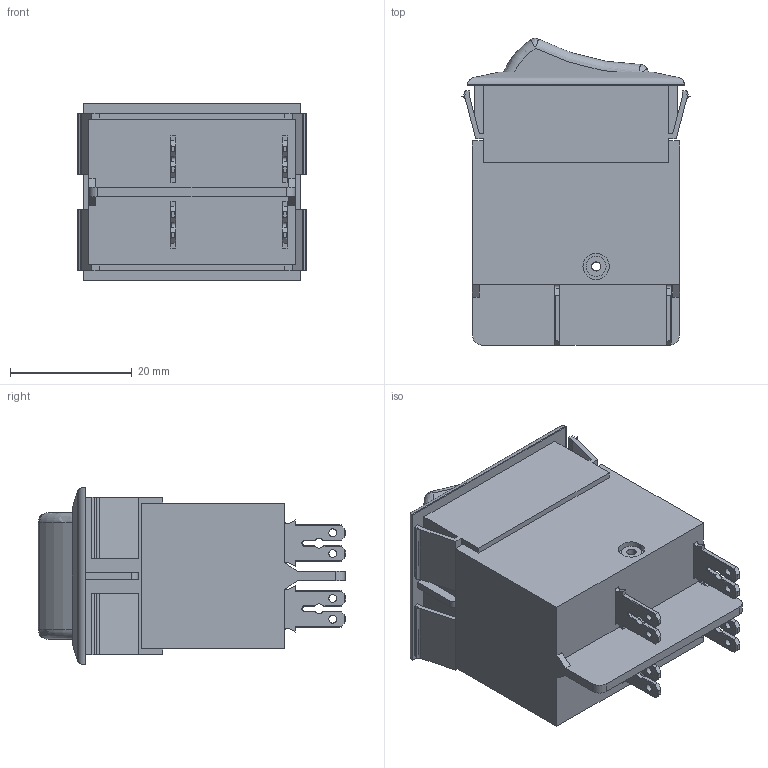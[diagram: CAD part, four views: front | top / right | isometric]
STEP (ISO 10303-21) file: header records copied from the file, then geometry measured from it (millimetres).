
FILE_DESCRIPTION (( 'STEP AP214' ), '1' );
FILE_NAME ('82910090.STEP', '2012-08-13T20:27:14', ( 'ATS DESKTOP 3' ), ( 'Microsoft' ), 'SwSTEP 2.0', 'SolidWorks 2012', '' );
FILE_SCHEMA (( 'AUTOMOTIVE_DESIGN' ));
Length unit declared in the file: inch
Products named in the file (1): 82910090
Bounding box: 37.54 x 50.52 x 29.21 mm (x, y, z)
Volume: 30043.4 mm3; surface area: 10852.7 mm2
Topology: 1 solids, 1 shells, 351 faces, 988 edges, 644 vertices
Faces by surface type: plane 258, cylinder 75, cone 8, torus 6, bspline 4
Entity records: 16113 total; most frequent: CARTESIAN_POINT 2444, ORIENTED_EDGE 1968, DIRECTION 1784, EDGE_CURVE 984, LINE 776, VECTOR 776, VERTEX_POINT 644, AXIS2_PLACEMENT_3D 504
